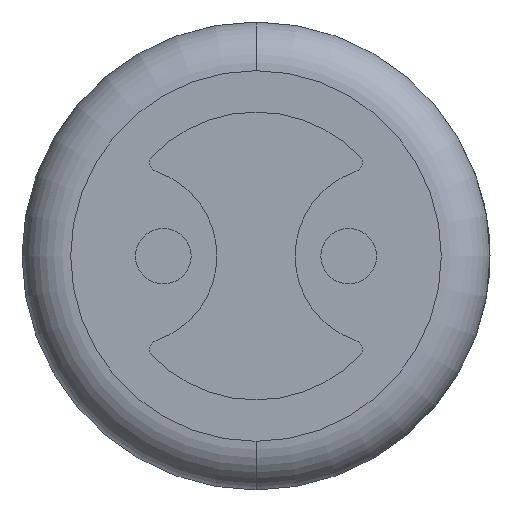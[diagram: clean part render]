
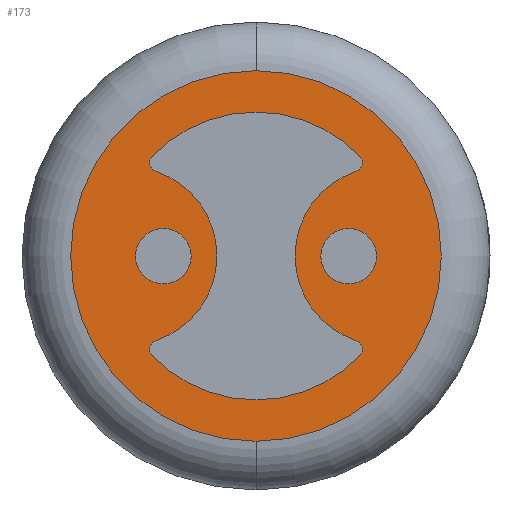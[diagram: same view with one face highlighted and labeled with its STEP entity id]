
A CAD part, front view. The second image highlights one B-rep face of the part: STEP entity #173.
In plain terms, the highlighted planar face has unit normal (0, -1, 0).
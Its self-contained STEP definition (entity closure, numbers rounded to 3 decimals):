
#173=ADVANCED_FACE('',(#622,#624,#626,#628),#630,.T.);
#622=FACE_BOUND('',#623,.T.);
#623=EDGE_LOOP('',(#1208));
#624=FACE_BOUND('',#625,.T.);
#625=EDGE_LOOP('',(#1209));
#626=FACE_BOUND('',#627,.T.);
#627=EDGE_LOOP('',(#1210,#1211,#1212,#1213,#1214,#1215,#1216,#1217,#1218,#1219));
#628=FACE_BOUND('',#629,.T.);
#629=EDGE_LOOP('',(#1220));
#630=PLANE('',#631);
#631=AXIS2_PLACEMENT_3D('',#632,#633,#634);
#632=CARTESIAN_POINT('',(0.,0.5,0.));
#633=DIRECTION('',(0.,-1.,0.));
#634=DIRECTION('',(1.,0.,0.));
#1208=ORIENTED_EDGE('',*,*,#1637,.F.);
#1209=ORIENTED_EDGE('',*,*,#1618,.F.);
#1210=ORIENTED_EDGE('',*,*,#1633,.F.);
#1211=ORIENTED_EDGE('',*,*,#1649,.F.);
#1212=ORIENTED_EDGE('',*,*,#1650,.F.);
#1213=ORIENTED_EDGE('',*,*,#1621,.F.);
#1214=ORIENTED_EDGE('',*,*,#1651,.F.);
#1215=ORIENTED_EDGE('',*,*,#1652,.F.);
#1216=ORIENTED_EDGE('',*,*,#1625,.F.);
#1217=ORIENTED_EDGE('',*,*,#1630,.F.);
#1218=ORIENTED_EDGE('',*,*,#1653,.F.);
#1219=ORIENTED_EDGE('',*,*,#1654,.F.);
#1220=ORIENTED_EDGE('',*,*,#1616,.F.);
#1616=EDGE_CURVE('',#1886,#1886,#1887,.T.);
#1618=EDGE_CURVE('',#1890,#1890,#1891,.T.);
#1621=EDGE_CURVE('',#1895,#1897,#1898,.T.);
#1625=EDGE_CURVE('',#1903,#1905,#1906,.T.);
#1630=EDGE_CURVE('',#1912,#1903,#1914,.T.);
#1633=EDGE_CURVE('',#1918,#1920,#1921,.T.);
#1637=EDGE_CURVE('',#1927,#1927,#1928,.T.);
#1649=EDGE_CURVE('',#1947,#1918,#1948,.T.);
#1650=EDGE_CURVE('',#1897,#1947,#1949,.T.);
#1651=EDGE_CURVE('',#1950,#1895,#1951,.T.);
#1652=EDGE_CURVE('',#1905,#1950,#1952,.T.);
#1653=EDGE_CURVE('',#1953,#1912,#1954,.T.);
#1654=EDGE_CURVE('',#1920,#1953,#1955,.T.);
#1886=VERTEX_POINT('',#2370);
#1887=CIRCLE('',#2371,0.3);
#1890=VERTEX_POINT('',#2380);
#1891=CIRCLE('',#2381,0.3);
#1895=VERTEX_POINT('',#2391);
#1897=VERTEX_POINT('',#2395);
#1898=CIRCLE('',#2396,0.1);
#1903=VERTEX_POINT('',#2409);
#1905=VERTEX_POINT('',#2413);
#1906=CIRCLE('',#2414,0.958);
#1912=VERTEX_POINT('',#2431);
#1914=CIRCLE('',#2435,0.958);
#1918=VERTEX_POINT('',#2445);
#1920=VERTEX_POINT('',#2449);
#1921=CIRCLE('',#2450,0.1);
#1927=VERTEX_POINT('',#2543);
#1928=CIRCLE('',#2544,2.);
#1947=VERTEX_POINT('',#2823);
#1948=CIRCLE('',#2824,0.958);
#1949=CIRCLE('',#2828,0.958);
#1950=VERTEX_POINT('',#2832);
#1951=CIRCLE('',#2833,1.553);
#1952=CIRCLE('',#2837,0.1);
#1953=VERTEX_POINT('',#2841);
#1954=CIRCLE('',#2842,0.1);
#1955=CIRCLE('',#2846,1.553);
#2370=CARTESIAN_POINT('',(1.,0.5,0.298));
#2371=AXIS2_PLACEMENT_3D('',#2372,#2373,#2374);
#2372=CARTESIAN_POINT('',(1.,0.5,-0.002));
#2373=DIRECTION('',(0.,-1.,0.));
#2374=DIRECTION('',(0.,0.,-1.));
#2380=CARTESIAN_POINT('',(-1.,0.5,0.298));
#2381=AXIS2_PLACEMENT_3D('',#2382,#2383,#2384);
#2382=CARTESIAN_POINT('',(-1.,0.5,-0.002));
#2383=DIRECTION('',(0.,-1.,0.));
#2384=DIRECTION('',(0.,0.,-1.));
#2391=CARTESIAN_POINT('',(-1.12,0.5,1.076));
#2395=CARTESIAN_POINT('',(-1.079,0.5,0.912));
#2396=AXIS2_PLACEMENT_3D('',#2397,#2398,#2399);
#2397=CARTESIAN_POINT('',(-1.048,0.5,1.007));
#2398=DIRECTION('',(0.,-1.,0.));
#2399=DIRECTION('',(-0.721,0.,0.693));
#2409=CARTESIAN_POINT('',(0.422,0.5,0.));
#2413=CARTESIAN_POINT('',(1.079,0.5,0.912));
#2414=AXIS2_PLACEMENT_3D('',#2415,#2416,#2417);
#2415=CARTESIAN_POINT('',(1.38,0.5,0.002));
#2416=DIRECTION('',(0.,1.,0.));
#2417=DIRECTION('',(-1.,0.,-0.002));
#2431=CARTESIAN_POINT('',(1.079,0.5,-0.912));
#2435=AXIS2_PLACEMENT_3D('',#2436,#2437,#2438);
#2436=CARTESIAN_POINT('',(1.38,0.5,-0.002));
#2437=DIRECTION('',(0.,1.,0.));
#2438=DIRECTION('',(-0.315,0.,-0.949));
#2445=CARTESIAN_POINT('',(-1.079,0.5,-0.912));
#2449=CARTESIAN_POINT('',(-1.12,0.5,-1.076));
#2450=AXIS2_PLACEMENT_3D('',#2451,#2452,#2453);
#2451=CARTESIAN_POINT('',(-1.048,0.5,-1.007));
#2452=DIRECTION('',(0.,-1.,0.));
#2453=DIRECTION('',(-0.315,0.,0.949));
#2543=CARTESIAN_POINT('',(-2.,0.5,0.));
#2544=AXIS2_PLACEMENT_3D('',#2545,#2546,#2547);
#2545=CARTESIAN_POINT('',(0.,0.5,0.));
#2546=DIRECTION('',(0.,1.,-0.));
#2547=DIRECTION('',(0.,0.,1.));
#2823=CARTESIAN_POINT('',(-0.422,0.5,0.));
#2824=AXIS2_PLACEMENT_3D('',#2825,#2826,#2827);
#2825=CARTESIAN_POINT('',(-1.38,0.5,-0.002));
#2826=DIRECTION('',(0.,1.,0.));
#2827=DIRECTION('',(1.,0.,0.002));
#2828=AXIS2_PLACEMENT_3D('',#2829,#2830,#2831);
#2829=CARTESIAN_POINT('',(-1.38,0.5,0.002));
#2830=DIRECTION('',(0.,1.,0.));
#2831=DIRECTION('',(0.315,0.,0.949));
#2832=CARTESIAN_POINT('',(1.12,0.5,1.076));
#2833=AXIS2_PLACEMENT_3D('',#2834,#2835,#2836);
#2834=CARTESIAN_POINT('',(0.,0.5,0.));
#2835=DIRECTION('',(0.,-1.,0.));
#2836=DIRECTION('',(0.721,0.,0.693));
#2837=AXIS2_PLACEMENT_3D('',#2838,#2839,#2840);
#2838=CARTESIAN_POINT('',(1.048,0.5,1.007));
#2839=DIRECTION('',(0.,-1.,0.));
#2840=DIRECTION('',(0.315,0.,-0.949));
#2841=CARTESIAN_POINT('',(1.12,0.5,-1.076));
#2842=AXIS2_PLACEMENT_3D('',#2843,#2844,#2845);
#2843=CARTESIAN_POINT('',(1.048,0.5,-1.007));
#2844=DIRECTION('',(0.,-1.,0.));
#2845=DIRECTION('',(0.721,0.,-0.693));
#2846=AXIS2_PLACEMENT_3D('',#2847,#2848,#2849);
#2847=CARTESIAN_POINT('',(0.,0.5,0.));
#2848=DIRECTION('',(0.,-1.,0.));
#2849=DIRECTION('',(-0.721,0.,-0.693));
